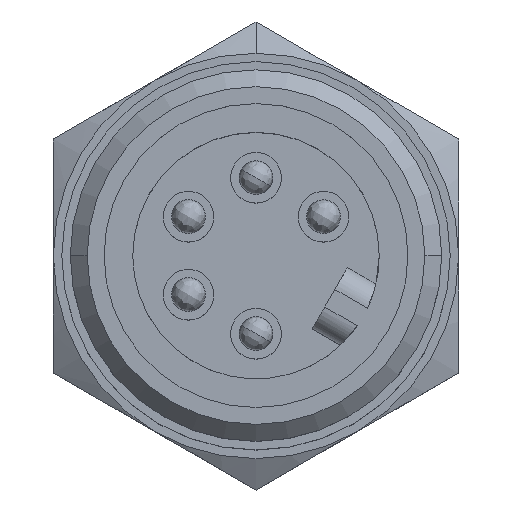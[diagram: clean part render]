
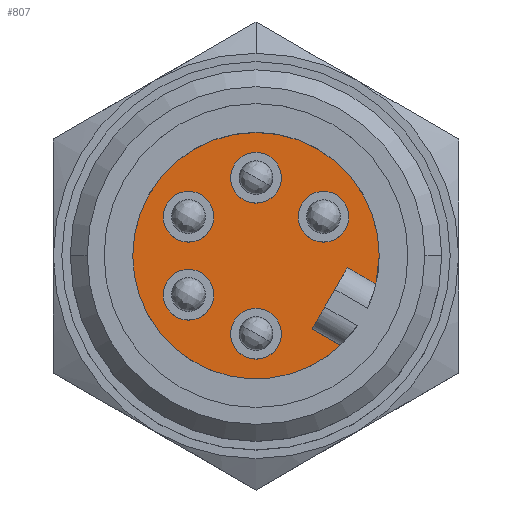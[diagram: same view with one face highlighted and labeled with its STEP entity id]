
A CAD part, top view. The second image highlights one B-rep face of the part: STEP entity #807.
In plain terms, the highlighted planar face has unit normal (0, 0, 1).
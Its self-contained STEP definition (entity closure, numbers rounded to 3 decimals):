
#3 = CIRCLE ( 'NONE', #3293, 1.5 ) ;
#50 = CARTESIAN_POINT ( 'NONE',  ( 4.281, -6.179, 32.463 ) ) ;
#88 = CARTESIAN_POINT ( 'NONE',  ( 4.699, -1.571, 32.463 ) ) ;
#133 = CARTESIAN_POINT ( 'NONE',  ( 3.276, 1.444, 32.463 ) ) ;
#137 = DIRECTION ( 'NONE',  ( 0., 0., 1. ) ) ;
#139 = DIRECTION ( 'NONE',  ( -1., 0., 0. ) ) ;
#155 = CARTESIAN_POINT ( 'NONE',  ( 0.776, -5.484, 32.463 ) ) ;
#195 = CARTESIAN_POINT ( 'NONE',  ( -6.225, -3.174, 32.463 ) ) ;
#236 = CARTESIAN_POINT ( 'NONE',  ( -0.725, 3.754, 32.463 ) ) ;
#315 = CARTESIAN_POINT ( 'NONE',  ( -0.724, -0.865, 32.463 ) ) ;
#321 = DIRECTION ( 'NONE',  ( 0., 0., 1. ) ) ;
#325 = DIRECTION ( 'NONE',  ( 1., 0., 0. ) ) ;
#351 = VECTOR ( 'NONE', #1704, 1000. ) ;
#355 = LINE ( 'NONE', #1647, #351 ) ;
#370 = CARTESIAN_POINT ( 'NONE',  ( -3.225, -3.174, 32.463 ) ) ;
#374 = CARTESIAN_POINT ( 'NONE',  ( -2.224, -5.484, 32.463 ) ) ;
#379 = CIRCLE ( 'NONE', #2213, 7.3 ) ;
#385 = CARTESIAN_POINT ( 'NONE',  ( 6.381, -2.542, 32.463 ) ) ;
#388 = CARTESIAN_POINT ( 'NONE',  ( 2.599, -5.209, 32.463 ) ) ;
#390 = LINE ( 'NONE', #1597, #424 ) ;
#415 = VECTOR ( 'NONE', #1485, 1000. ) ;
#422 = CARTESIAN_POINT ( 'NONE',  ( -0.724, -0.865, 32.463 ) ) ;
#423 = DIRECTION ( 'NONE',  ( 0., 0., 1. ) ) ;
#424 = VECTOR ( 'NONE', #1592, 1000. ) ;
#427 = DIRECTION ( 'NONE',  ( 1., 0., 0. ) ) ;
#428 = LINE ( 'NONE', #1492, #415 ) ;
#444 = CIRCLE ( 'NONE', #2792, 1.5 ) ;
#447 = CIRCLE ( 'NONE', #2563, 1.5 ) ;
#452 = CIRCLE ( 'NONE', #2712, 1.5 ) ;
#456 = CIRCLE ( 'NONE', #3550, 1.5 ) ;
#462 = CARTESIAN_POINT ( 'NONE',  ( -0.724, -5.484, 32.463 ) ) ;
#468 = DIRECTION ( 'NONE',  ( 0., 0., 1. ) ) ;
#469 = DIRECTION ( 'NONE',  ( -1., 0., 0. ) ) ;
#515 = CIRCLE ( 'NONE', #1205, 1.5 ) ;
#516 = CARTESIAN_POINT ( 'NONE',  ( 0.775, 3.754, 32.463 ) ) ;
#561 = EDGE_CURVE ( 'NONE', #1596, #1782, #876, .T. ) ;
#602 = CARTESIAN_POINT ( 'NONE',  ( 6.576, -0.865, 32.463 ) ) ;
#616 = EDGE_CURVE ( 'NONE', #2340, #1678, #814, .T. ) ;
#637 = CARTESIAN_POINT ( 'NONE',  ( -4.725, -3.174, 32.463 ) ) ;
#638 = EDGE_CURVE ( 'NONE', #1678, #3150, #799, .T. ) ;
#642 = DIRECTION ( 'NONE',  ( 0., 0., 1. ) ) ;
#643 = DIRECTION ( 'NONE',  ( -1., 0., 0. ) ) ;
#646 = FACE_BOUND ( 'NONE', #2306, .T. ) ;
#650 = FACE_BOUND ( 'NONE', #2239, .T. ) ;
#652 = FACE_BOUND ( 'NONE', #3463, .T. ) ;
#653 = EDGE_CURVE ( 'NONE', #3166, #2662, #778, .T. ) ;
#654 = FACE_BOUND ( 'NONE', #3239, .T. ) ;
#657 = CARTESIAN_POINT ( 'NONE',  ( -4.725, 1.445, 32.463 ) ) ;
#659 = DIRECTION ( 'NONE',  ( 0., 0., 1. ) ) ;
#662 = DIRECTION ( 'NONE',  ( -1., 0., 0. ) ) ;
#663 = FACE_BOUND ( 'NONE', #2172, .T. ) ;
#685 = FACE_OUTER_BOUND ( 'NONE', #3077, .T. ) ;
#700 = EDGE_CURVE ( 'NONE', #3588, #2757, #748, .T. ) ;
#701 = EDGE_CURVE ( 'NONE', #1843, #1973, #731, .T. ) ;
#731 = CIRCLE ( 'NONE', #2652, 1.5 ) ;
#748 = CIRCLE ( 'NONE', #1179, 1.5 ) ;
#778 = CIRCLE ( 'NONE', #3560, 1.5 ) ;
#799 = CIRCLE ( 'NONE', #2272, 7.3 ) ;
#807 = ADVANCED_FACE ( 'NONE', ( #685, #663, #654, #652, #650, #646 ), #2392, .F. ) ;
#814 = CIRCLE ( 'NONE', #818, 7.3 ) ;
#815 = CARTESIAN_POINT ( 'NONE',  ( 4.776, 1.444, 32.463 ) ) ;
#818 = AXIS2_PLACEMENT_3D ( 'NONE', #315, #321, #325 ) ;
#876 = CIRCLE ( 'NONE', #2931, 1.5 ) ;
#968 = EDGE_CURVE ( 'NONE', #1782, #1596, #515, .T. ) ;
#975 = EDGE_CURVE ( 'NONE', #3547, #2449, #452, .T. ) ;
#986 = EDGE_CURVE ( 'NONE', #1973, #1843, #456, .T. ) ;
#999 = EDGE_CURVE ( 'NONE', #2757, #3588, #447, .T. ) ;
#1000 = EDGE_CURVE ( 'NONE', #2662, #3166, #444, .T. ) ;
#1021 = EDGE_CURVE ( 'NONE', #2644, #3150, #428, .T. ) ;
#1046 = EDGE_CURVE ( 'NONE', #2926, #2644, #390, .T. ) ;
#1078 = EDGE_CURVE ( 'NONE', #2628, #2926, #355, .T. ) ;
#1084 = EDGE_CURVE ( 'NONE', #2628, #2340, #379, .T. ) ;
#1179 = AXIS2_PLACEMENT_3D ( 'NONE', #637, #642, #643 ) ;
#1205 = AXIS2_PLACEMENT_3D ( 'NONE', #1264, #1270, #1279 ) ;
#1264 = CARTESIAN_POINT ( 'NONE',  ( 3.276, 1.444, 32.463 ) ) ;
#1270 = DIRECTION ( 'NONE',  ( 0., 0., 1. ) ) ;
#1279 = DIRECTION ( 'NONE',  ( -1., 0., 0. ) ) ;
#1291 = CARTESIAN_POINT ( 'NONE',  ( -0.725, 3.754, 32.463 ) ) ;
#1295 = DIRECTION ( 'NONE',  ( 0., 0., 1. ) ) ;
#1300 = DIRECTION ( 'NONE',  ( -1., 0., 0. ) ) ;
#1313 = CARTESIAN_POINT ( 'NONE',  ( -4.725, 1.445, 32.463 ) ) ;
#1317 = DIRECTION ( 'NONE',  ( 0., 0., 1. ) ) ;
#1320 = DIRECTION ( 'NONE',  ( -1., 0., 0. ) ) ;
#1365 = CARTESIAN_POINT ( 'NONE',  ( -4.725, -3.174, 32.463 ) ) ;
#1376 = DIRECTION ( 'NONE',  ( 0., 0., 1. ) ) ;
#1382 = DIRECTION ( 'NONE',  ( -1., 0., 0. ) ) ;
#1396 = CARTESIAN_POINT ( 'NONE',  ( -0.724, -5.484, 32.463 ) ) ;
#1408 = DIRECTION ( 'NONE',  ( 0., 0., 1. ) ) ;
#1412 = DIRECTION ( 'NONE',  ( -1., 0., 0. ) ) ;
#1461 = EDGE_CURVE ( 'NONE', #2449, #3547, #3, .T. ) ;
#1485 = DIRECTION ( 'NONE',  ( 0.866, -0.5, 0. ) ) ;
#1492 = CARTESIAN_POINT ( 'NONE',  ( 2.599, -5.209, 32.463 ) ) ;
#1569 = AXIS2_PLACEMENT_3D ( 'NONE', #2411, #2455, #2460 ) ;
#1592 = DIRECTION ( 'NONE',  ( -0.5, -0.866, 0. ) ) ;
#1596 = VERTEX_POINT ( 'NONE', #815 ) ;
#1597 = CARTESIAN_POINT ( 'NONE',  ( 4.699, -1.571, 32.463 ) ) ;
#1647 = CARTESIAN_POINT ( 'NONE',  ( 6.381, -2.542, 32.463 ) ) ;
#1672 = ORIENTED_EDGE ( 'NONE', *, *, #1046, .F. ) ;
#1678 = VERTEX_POINT ( 'NONE', #2898 ) ;
#1704 = DIRECTION ( 'NONE',  ( -0.866, 0.5, 0. ) ) ;
#1750 = CARTESIAN_POINT ( 'NONE',  ( -0.724, -0.865, 32.463 ) ) ;
#1751 = DIRECTION ( 'NONE',  ( 0., 0., 1. ) ) ;
#1756 = DIRECTION ( 'NONE',  ( 1., 0., 0. ) ) ;
#1782 = VERTEX_POINT ( 'NONE', #2544 ) ;
#1835 = CARTESIAN_POINT ( 'NONE',  ( -6.225, 1.445, 32.463 ) ) ;
#1843 = VERTEX_POINT ( 'NONE', #2379 ) ;
#1973 = VERTEX_POINT ( 'NONE', #1835 ) ;
#2084 = CARTESIAN_POINT ( 'NONE',  ( -2.225, 3.754, 32.463 ) ) ;
#2172 = EDGE_LOOP ( 'NONE', ( #3602, #3647 ) ) ;
#2192 = DIRECTION ( 'NONE',  ( 0., 0., 1. ) ) ;
#2213 = AXIS2_PLACEMENT_3D ( 'NONE', #1750, #1751, #1756 ) ;
#2239 = EDGE_LOOP ( 'NONE', ( #3615, #3524 ) ) ;
#2272 = AXIS2_PLACEMENT_3D ( 'NONE', #422, #423, #427 ) ;
#2306 = EDGE_LOOP ( 'NONE', ( #3496, #3432 ) ) ;
#2340 = VERTEX_POINT ( 'NONE', #602 ) ;
#2379 = CARTESIAN_POINT ( 'NONE',  ( -3.225, 1.445, 32.463 ) ) ;
#2392 = PLANE ( 'NONE',  #1569 ) ;
#2411 = CARTESIAN_POINT ( 'NONE',  ( -4.374, -7.187, 32.463 ) ) ;
#2439 = DIRECTION ( 'NONE',  ( -1., 0., 0. ) ) ;
#2449 = VERTEX_POINT ( 'NONE', #516 ) ;
#2455 = DIRECTION ( 'NONE',  ( 0., 0., -1. ) ) ;
#2460 = DIRECTION ( 'NONE',  ( -1., 0., 0. ) ) ;
#2544 = CARTESIAN_POINT ( 'NONE',  ( 1.776, 1.444, 32.463 ) ) ;
#2563 = AXIS2_PLACEMENT_3D ( 'NONE', #1365, #1376, #1382 ) ;
#2628 = VERTEX_POINT ( 'NONE', #385 ) ;
#2644 = VERTEX_POINT ( 'NONE', #388 ) ;
#2652 = AXIS2_PLACEMENT_3D ( 'NONE', #657, #659, #662 ) ;
#2662 = VERTEX_POINT ( 'NONE', #374 ) ;
#2712 = AXIS2_PLACEMENT_3D ( 'NONE', #1291, #1295, #1300 ) ;
#2757 = VERTEX_POINT ( 'NONE', #195 ) ;
#2792 = AXIS2_PLACEMENT_3D ( 'NONE', #1396, #1408, #1412 ) ;
#2898 = CARTESIAN_POINT ( 'NONE',  ( -8.024, -0.865, 32.463 ) ) ;
#2926 = VERTEX_POINT ( 'NONE', #88 ) ;
#2931 = AXIS2_PLACEMENT_3D ( 'NONE', #133, #137, #139 ) ;
#3077 = EDGE_LOOP ( 'NONE', ( #1672, #3242, #3634, #3606, #3593, #3584 ) ) ;
#3150 = VERTEX_POINT ( 'NONE', #50 ) ;
#3166 = VERTEX_POINT ( 'NONE', #155 ) ;
#3239 = EDGE_LOOP ( 'NONE', ( #3654, #3501 ) ) ;
#3242 = ORIENTED_EDGE ( 'NONE', *, *, #1078, .F. ) ;
#3293 = AXIS2_PLACEMENT_3D ( 'NONE', #236, #2192, #2439 ) ;
#3432 = ORIENTED_EDGE ( 'NONE', *, *, #561, .F. ) ;
#3463 = EDGE_LOOP ( 'NONE', ( #3596, #3616 ) ) ;
#3496 = ORIENTED_EDGE ( 'NONE', *, *, #968, .F. ) ;
#3501 = ORIENTED_EDGE ( 'NONE', *, *, #700, .F. ) ;
#3524 = ORIENTED_EDGE ( 'NONE', *, *, #1461, .F. ) ;
#3547 = VERTEX_POINT ( 'NONE', #2084 ) ;
#3550 = AXIS2_PLACEMENT_3D ( 'NONE', #1313, #1317, #1320 ) ;
#3560 = AXIS2_PLACEMENT_3D ( 'NONE', #462, #468, #469 ) ;
#3584 = ORIENTED_EDGE ( 'NONE', *, *, #1021, .F. ) ;
#3588 = VERTEX_POINT ( 'NONE', #370 ) ;
#3593 = ORIENTED_EDGE ( 'NONE', *, *, #638, .T. ) ;
#3596 = ORIENTED_EDGE ( 'NONE', *, *, #986, .F. ) ;
#3602 = ORIENTED_EDGE ( 'NONE', *, *, #1000, .F. ) ;
#3606 = ORIENTED_EDGE ( 'NONE', *, *, #616, .T. ) ;
#3615 = ORIENTED_EDGE ( 'NONE', *, *, #975, .F. ) ;
#3616 = ORIENTED_EDGE ( 'NONE', *, *, #701, .F. ) ;
#3634 = ORIENTED_EDGE ( 'NONE', *, *, #1084, .T. ) ;
#3647 = ORIENTED_EDGE ( 'NONE', *, *, #653, .F. ) ;
#3654 = ORIENTED_EDGE ( 'NONE', *, *, #999, .F. ) ;
